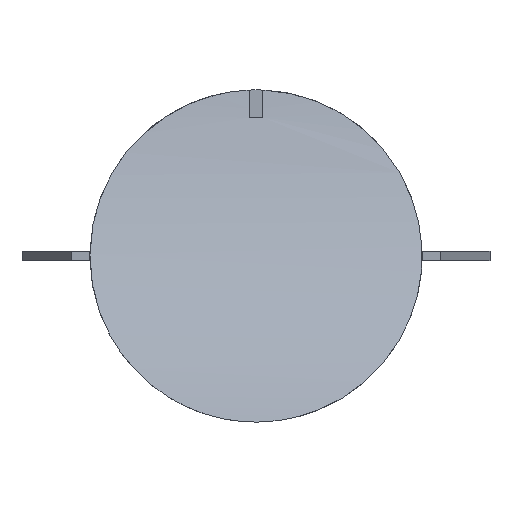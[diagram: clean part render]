
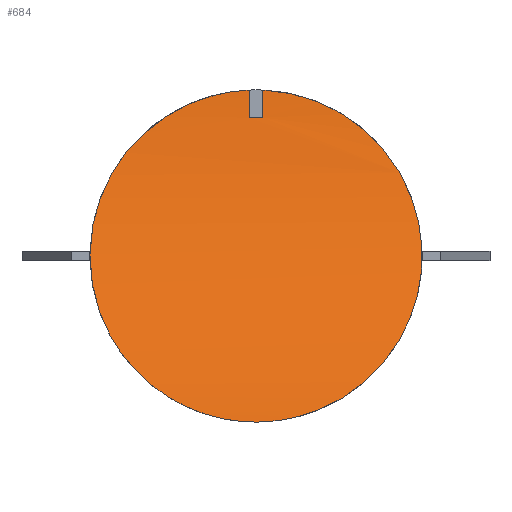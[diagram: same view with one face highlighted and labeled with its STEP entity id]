
A CAD part, left-side view. The second image highlights one B-rep face of the part: STEP entity #684.
In plain terms, the highlighted cylindrical face has radius 127.45 mm (diameter 254.9 mm), a partial arc.
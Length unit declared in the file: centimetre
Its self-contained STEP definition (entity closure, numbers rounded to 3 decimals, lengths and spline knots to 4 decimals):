
#139=CARTESIAN_POINT('',(-9.8517,0.,-3.6));
#140=CARTESIAN_POINT('',(-9.8517,0.136,-3.6));
#141=CARTESIAN_POINT('',(-9.8332,0.4148,
-3.5847));
#142=CARTESIAN_POINT('',(-9.7418,0.8488,
-3.508));
#143=CARTESIAN_POINT('',(-9.5859,1.2848,-3.3738));
#144=CARTESIAN_POINT('',(-9.3597,1.7284,-3.1713));
#145=CARTESIAN_POINT('',(-9.0609,2.172,-2.8886));
#146=CARTESIAN_POINT('',(-8.6925,2.599,-2.5127));
#147=CARTESIAN_POINT('',(-8.3132,2.9472,-2.0888));
#148=CARTESIAN_POINT('',(-7.9727,3.1991,-1.6727));
#149=CARTESIAN_POINT('',(-7.6562,3.3856,-1.2522));
#150=CARTESIAN_POINT('',(-7.3476,3.5196,
-0.8046));
#151=CARTESIAN_POINT('',(-7.0471,3.5968,
-0.3253));
#152=CARTESIAN_POINT('',(-6.7601,3.6075,0.1824));
#153=CARTESIAN_POINT('',(-6.5074,3.5458,0.682));
#154=CARTESIAN_POINT('',(-6.2966,3.4252,1.1449));
#155=CARTESIAN_POINT('',(-6.0968,3.2228,1.6349));
#156=CARTESIAN_POINT('',(-5.9283,2.9387,2.1033));
#157=CARTESIAN_POINT('',(-5.7955,2.5893,2.5205));
#158=CARTESIAN_POINT('',(-5.694,2.185,2.8781));
#159=CARTESIAN_POINT('',(-5.6184,1.7273,3.1743));
#160=CARTESIAN_POINT('',(-5.5661,1.2273,3.3991));
#161=CARTESIAN_POINT('',(-5.5342,0.6968,3.5462));
#162=CARTESIAN_POINT('',(-5.5253,0.3327,3.5893));
#163=CARTESIAN_POINT('',(-5.5237,0.15,3.5969));
#219=CARTESIAN_POINT('',(-5.5237,-0.15,3.5969));
#220=CARTESIAN_POINT('',(-5.5253,-0.3328,
3.5893));
#221=CARTESIAN_POINT('',(-5.5342,-0.6971,
3.5461));
#222=CARTESIAN_POINT('',(-5.5661,-1.2278,3.399));
#223=CARTESIAN_POINT('',(-5.6185,-1.728,3.1739));
#224=CARTESIAN_POINT('',(-5.6941,-2.1858,2.8775));
#225=CARTESIAN_POINT('',(-5.7957,-2.5901,2.5196));
#226=CARTESIAN_POINT('',(-5.9287,-2.9396,2.1021));
#227=CARTESIAN_POINT('',(-6.0974,-3.2237,1.6332));
#228=CARTESIAN_POINT('',(-6.2973,-3.4258,1.1432));
#229=CARTESIAN_POINT('',(-6.5082,-3.5461,
0.6805));
#230=CARTESIAN_POINT('',(-6.7607,-3.6076,
0.1814));
#231=CARTESIAN_POINT('',(-7.0473,-3.5967,
-0.3257));
#232=CARTESIAN_POINT('',(-7.3475,-3.5196,
-0.8044));
#233=CARTESIAN_POINT('',(-7.6557,-3.3859,
-1.2515));
#234=CARTESIAN_POINT('',(-7.9719,-3.1996,
-1.6717));
#235=CARTESIAN_POINT('',(-8.3122,-2.948,
-2.0877));
#236=CARTESIAN_POINT('',(-8.6915,-2.6,
-2.5117));
#237=CARTESIAN_POINT('',(-9.0601,-2.173,
-2.8878));
#238=CARTESIAN_POINT('',(-9.3592,-1.7293,
-3.1708));
#239=CARTESIAN_POINT('',(-9.5856,-1.2854,
-3.3736));
#240=CARTESIAN_POINT('',(-9.7418,-0.849,
-3.508));
#241=CARTESIAN_POINT('',(-9.8332,-0.4146,
-3.5847));
#242=CARTESIAN_POINT('',(-9.8517,-0.136,-3.6));
#243=CARTESIAN_POINT('',(-9.8517,0.,-3.6));
#262=CARTESIAN_POINT('',(-18.,-0.15,6.2));
#263=DIRECTION('',(0.,1.,0.));
#264=DIRECTION('',(0.979,0.,-0.204));
#265=AXIS2_PLACEMENT_3D('',#262,#263,#264);
#270=CARTESIAN_POINT('',(-18.,0.15,6.2));
#271=DIRECTION('',(0.,1.,0.));
#272=DIRECTION('',(0.979,0.,-0.204));
#273=AXIS2_PLACEMENT_3D('',#270,#271,#272);
#278=DIRECTION('',(0.,1.,0.));
#279=VECTOR('',#278,0.3);
#280=CARTESIAN_POINT('',(-5.6633,-0.15,3.));
#281=LINE('',#280,#279);
#504=CARTESIAN_POINT('',(-5.5237,0.15,3.5969));
#506=VERTEX_POINT('',#504);
#508=CARTESIAN_POINT('',(-5.5237,-0.15,3.5969));
#510=VERTEX_POINT('',#508);
#512=CARTESIAN_POINT('',(-5.6633,-0.15,3.));
#513=VERTEX_POINT('',#512);
#514=CARTESIAN_POINT('',(-5.6633,0.15,3.));
#515=VERTEX_POINT('',#514);
#516=CARTESIAN_POINT('',(-9.8517,0.,-3.6));
#517=VERTEX_POINT('',#516);
#671=CARTESIAN_POINT('',(-18.,6.0862,6.2));
#672=DIRECTION('',(0.,1.,0.));
#673=DIRECTION('',(1.,0.,0.));
#674=AXIS2_PLACEMENT_3D('',#671,#672,#673);
#675=CYLINDRICAL_SURFACE('',#674,12.745);
#676=ORIENTED_EDGE('',*,*,#663,.F.);
#677=ORIENTED_EDGE('',*,*,#652,.T.);
#678=ORIENTED_EDGE('',*,*,#586,.T.);
#679=ORIENTED_EDGE('',*,*,#614,.T.);
#681=ORIENTED_EDGE('',*,*,#680,.F.);
#682=EDGE_LOOP('',(#676,#677,#678,#679,#681));
#683=FACE_OUTER_BOUND('',#682,.F.);
#164=B_SPLINE_CURVE_WITH_KNOTS('',3,(#139,#140,#141,#142,#143,#144,#145,#146,
#147,#148,#149,#150,#151,#152,#153,#154,#155,#156,#157,#158,#159,#160,#161,#162,
#163),.UNSPECIFIED.,.F.,.F.,(4,1,1,1,1,1,1,1,1,1,1,1,1,1,1,1,1,1,1,1,1,1,4),(
0.,0.0455,0.0909,0.1364,0.1818,
0.2273,0.2727,0.3182,0.3636,
0.4091,0.4545,0.5,0.5455,0.5909,
0.6364,0.6818,0.7273,0.7727,
0.8182,0.8636,0.9091,0.9545,1.),
.UNSPECIFIED.);
#244=B_SPLINE_CURVE_WITH_KNOTS('',3,(#219,#220,#221,#222,#223,#224,#225,#226,
#227,#228,#229,#230,#231,#232,#233,#234,#235,#236,#237,#238,#239,#240,#241,#242,
#243),.UNSPECIFIED.,.F.,.F.,(4,1,1,1,1,1,1,1,1,1,1,1,1,1,1,1,1,1,1,1,1,1,4),(
0.,0.0455,0.0909,0.1364,0.1818,
0.2273,0.2727,0.3182,0.3636,
0.4091,0.4545,0.5,0.5455,0.5909,
0.6364,0.6818,0.7273,0.7727,
0.8182,0.8636,0.9091,0.9545,1.),
.UNSPECIFIED.);
#266=CIRCLE('',#265,12.745);
#274=CIRCLE('',#273,12.745);
#586=EDGE_CURVE('',#517,#506,#164,.T.);
#614=EDGE_CURVE('',#506,#515,#274,.T.);
#652=EDGE_CURVE('',#510,#517,#244,.T.);
#663=EDGE_CURVE('',#510,#513,#266,.T.);
#680=EDGE_CURVE('',#513,#515,#281,.T.);
#684=ADVANCED_FACE('',(#683),#675,.F.);
